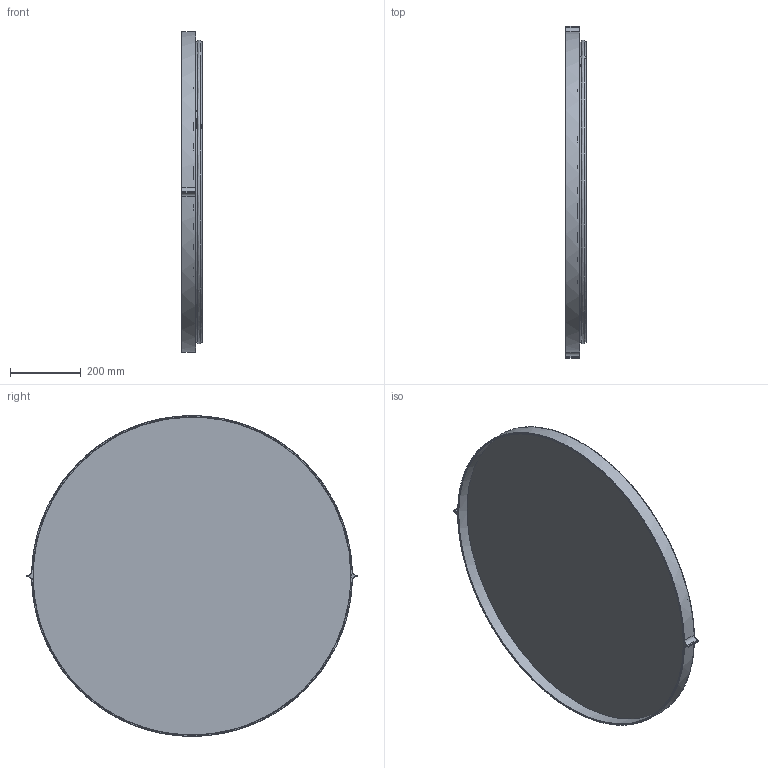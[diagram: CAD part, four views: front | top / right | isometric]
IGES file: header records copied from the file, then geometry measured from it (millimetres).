
Start section: C
Global section: file name: MIR90-FR-00.igs; native system: By Siemens PLM Incorporated; preprocessor: XPlus GENERIC/IGES 27.1.215; author: Author; organization: Title; date: 20260316.124054; units: millimetre
Bounding box: 59.2 x 940 x 907.92 mm (x, y, z)
Volume: 4788864.6 mm3; surface area: 1939882.6 mm2
Topology: 5 solids, 5 shells, 112 faces, 243 edges, 131 vertices
Faces by surface type: bspline 112
